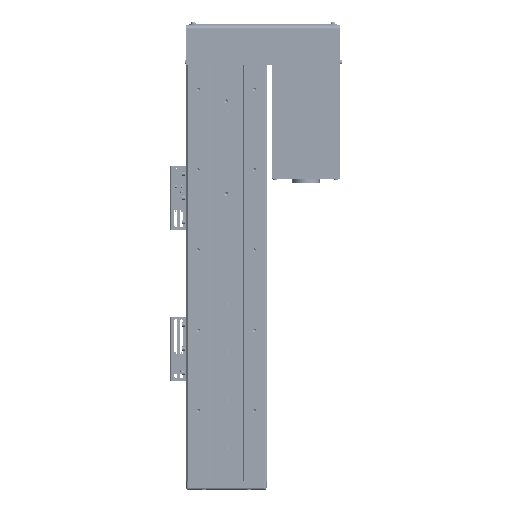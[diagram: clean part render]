
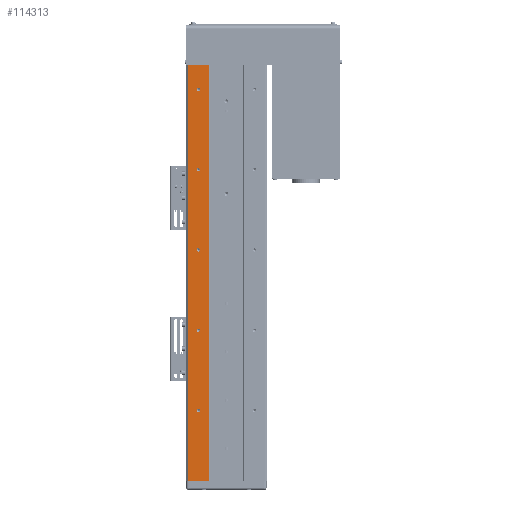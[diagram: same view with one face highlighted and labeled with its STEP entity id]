
A CAD part, front view. The second image highlights one B-rep face of the part: STEP entity #114313.
In plain terms, the highlighted planar face has unit normal (0, -1, 0).
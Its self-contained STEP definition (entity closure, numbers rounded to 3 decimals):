
#746 = CARTESIAN_POINT ( 'NONE',  ( -48., -1., -1418. ) ) ;
#2197 = VECTOR ( 'NONE', #70321, 1000. ) ;
#3524 = DIRECTION ( 'NONE',  ( 0., -1., 0. ) ) ;
#5275 = DIRECTION ( 'NONE',  ( 0., 0., -1. ) ) ;
#5991 = CARTESIAN_POINT ( 'NONE',  ( -35., -1., -330. ) ) ;
#6565 = CARTESIAN_POINT ( 'NONE',  ( -35., -1., -327.9 ) ) ;
#7617 = VERTEX_POINT ( 'NONE', #29032 ) ;
#9521 = CARTESIAN_POINT ( 'NONE',  ( -35., -1., -227.9 ) ) ;
#10564 = LINE ( 'NONE', #43705, #2197 ) ;
#11311 = CARTESIAN_POINT ( 'NONE',  ( -35., -1., -432.1 ) ) ;
#12832 = ORIENTED_EDGE ( 'NONE', *, *, #99435, .F. ) ;
#12991 = ORIENTED_EDGE ( 'NONE', *, *, #39871, .F. ) ;
#14880 = DIRECTION ( 'NONE',  ( 0., 0., -1. ) ) ;
#15650 = EDGE_CURVE ( 'NONE', #21277, #31450, #101977, .T. ) ;
#18888 = CARTESIAN_POINT ( 'NONE',  ( -35., -1., -130. ) ) ;
#21192 = EDGE_CURVE ( 'NONE', #91941, #31320, #41120, .T. ) ;
#21277 = VERTEX_POINT ( 'NONE', #81924 ) ;
#21286 = EDGE_LOOP ( 'NONE', ( #83617, #12832 ) ) ;
#21568 = EDGE_CURVE ( 'NONE', #78633, #7617, #63176, .T. ) ;
#21710 = CIRCLE ( 'NONE', #48292, 2.1 ) ;
#23012 = CIRCLE ( 'NONE', #51376, 2.1 ) ;
#23457 = DIRECTION ( 'NONE',  ( 0., -1., 0. ) ) ;
#24931 = FACE_BOUND ( 'NONE', #21286, .T. ) ;
#25857 = DIRECTION ( 'NONE',  ( 1., 0., 0. ) ) ;
#26675 = ORIENTED_EDGE ( 'NONE', *, *, #101119, .F. ) ;
#27058 = DIRECTION ( 'NONE',  ( 0., 0., 1. ) ) ;
#27700 = EDGE_CURVE ( 'NONE', #52680, #46689, #21710, .T. ) ;
#27715 = FACE_BOUND ( 'NONE', #54633, .T. ) ;
#27781 = DIRECTION ( 'NONE',  ( 0., 0., -1. ) ) ;
#27835 = ORIENTED_EDGE ( 'NONE', *, *, #50453, .F. ) ;
#29032 = CARTESIAN_POINT ( 'NONE',  ( -35., -1., -427.9 ) ) ;
#29863 = AXIS2_PLACEMENT_3D ( 'NONE', #86386, #33427, #95271 ) ;
#30583 = ORIENTED_EDGE ( 'NONE', *, *, #15650, .F. ) ;
#30889 = AXIS2_PLACEMENT_3D ( 'NONE', #5991, #67831, #14880 ) ;
#31320 = VERTEX_POINT ( 'NONE', #34675 ) ;
#31450 = VERTEX_POINT ( 'NONE', #9521 ) ;
#31791 = CARTESIAN_POINT ( 'NONE',  ( -22., -1., -518. ) ) ;
#33427 = DIRECTION ( 'NONE',  ( 0., -1., 0. ) ) ;
#34027 = EDGE_LOOP ( 'NONE', ( #104335, #114419 ) ) ;
#34675 = CARTESIAN_POINT ( 'NONE',  ( -35., -1., -332.1 ) ) ;
#35578 = CARTESIAN_POINT ( 'NONE',  ( -35., -1., -230. ) ) ;
#35808 = DIRECTION ( 'NONE',  ( 0., -1., 0. ) ) ;
#37098 = DIRECTION ( 'NONE',  ( 0., -1., 0. ) ) ;
#37491 = AXIS2_PLACEMENT_3D ( 'NONE', #49376, #58214, #5275 ) ;
#37492 = CARTESIAN_POINT ( 'NONE',  ( -35., -1., -127.9 ) ) ;
#37580 = CARTESIAN_POINT ( 'NONE',  ( -22., -1., 0. ) ) ;
#38589 = DIRECTION ( 'NONE',  ( 0., 0., 1. ) ) ;
#38988 = ORIENTED_EDGE ( 'NONE', *, *, #44132, .F. ) ;
#39871 = EDGE_CURVE ( 'NONE', #56052, #77349, #86427, .T. ) ;
#39965 = VERTEX_POINT ( 'NONE', #37492 ) ;
#40485 = PLANE ( 'NONE',  #37491 ) ;
#41120 = CIRCLE ( 'NONE', #64196, 2.1 ) ;
#41945 = VECTOR ( 'NONE', #38589, 1000. ) ;
#42289 = CIRCLE ( 'NONE', #80333, 2.1 ) ;
#43705 = CARTESIAN_POINT ( 'NONE',  ( -48., -1., -518. ) ) ;
#44132 = EDGE_CURVE ( 'NONE', #77349, #75977, #98176, .T. ) ;
#44298 = ORIENTED_EDGE ( 'NONE', *, *, #90796, .F. ) ;
#44499 = DIRECTION ( 'NONE',  ( 0., 0., -1. ) ) ;
#45713 = FACE_OUTER_BOUND ( 'NONE', #51452, .T. ) ;
#45748 = CIRCLE ( 'NONE', #88938, 2.1 ) ;
#46136 = ORIENTED_EDGE ( 'NONE', *, *, #77015, .T. ) ;
#46502 = VERTEX_POINT ( 'NONE', #77717 ) ;
#46689 = VERTEX_POINT ( 'NONE', #88099 ) ;
#48292 = AXIS2_PLACEMENT_3D ( 'NONE', #49550, #111338, #58392 ) ;
#48629 = ORIENTED_EDGE ( 'NONE', *, *, #100479, .F. ) ;
#49376 = CARTESIAN_POINT ( 'NONE',  ( -48., -1., -1418. ) ) ;
#49550 = CARTESIAN_POINT ( 'NONE',  ( -35., -1., -30. ) ) ;
#50453 = EDGE_CURVE ( 'NONE', #31450, #21277, #45748, .T. ) ;
#51376 = AXIS2_PLACEMENT_3D ( 'NONE', #88744, #35808, #97644 ) ;
#51452 = EDGE_LOOP ( 'NONE', ( #87408, #46136, #38988, #12991 ) ) ;
#51493 = CARTESIAN_POINT ( 'NONE',  ( -35., -1., -430. ) ) ;
#52680 = VERTEX_POINT ( 'NONE', #72048 ) ;
#53231 = CIRCLE ( 'NONE', #64046, 2.1 ) ;
#54633 = EDGE_LOOP ( 'NONE', ( #48629, #26675 ) ) ;
#56052 = VERTEX_POINT ( 'NONE', #86141 ) ;
#56466 = CARTESIAN_POINT ( 'NONE',  ( -35., -1., -130. ) ) ;
#57279 = CIRCLE ( 'NONE', #30889, 2.1 ) ;
#58214 = DIRECTION ( 'NONE',  ( 0., -1., 0. ) ) ;
#58392 = DIRECTION ( 'NONE',  ( 0., 0., -1. ) ) ;
#60356 = DIRECTION ( 'NONE',  ( 0., 0., -1. ) ) ;
#62888 = EDGE_LOOP ( 'NONE', ( #30583, #27835 ) ) ;
#63176 = CIRCLE ( 'NONE', #91594, 2.1 ) ;
#64046 = AXIS2_PLACEMENT_3D ( 'NONE', #18888, #80754, #27781 ) ;
#64196 = AXIS2_PLACEMENT_3D ( 'NONE', #90032, #37098, #98933 ) ;
#64289 = VERTEX_POINT ( 'NONE', #31791 ) ;
#64564 = EDGE_CURVE ( 'NONE', #7617, #78633, #108258, .T. ) ;
#65360 = DIRECTION ( 'NONE',  ( 0., 0., -1. ) ) ;
#65408 = LINE ( 'NONE', #91496, #41945 ) ;
#67831 = DIRECTION ( 'NONE',  ( 0., -1., 0. ) ) ;
#69196 = FACE_BOUND ( 'NONE', #34027, .T. ) ;
#70321 = DIRECTION ( 'NONE',  ( -1., 0., 0. ) ) ;
#72048 = CARTESIAN_POINT ( 'NONE',  ( -35., -1., -32.1 ) ) ;
#74668 = VECTOR ( 'NONE', #25857, 1000. ) ;
#75977 = VERTEX_POINT ( 'NONE', #37580 ) ;
#76479 = CARTESIAN_POINT ( 'NONE',  ( -35., -1., -430. ) ) ;
#77015 = EDGE_CURVE ( 'NONE', #64289, #75977, #65408, .T. ) ;
#77349 = VERTEX_POINT ( 'NONE', #103425 ) ;
#77604 = ORIENTED_EDGE ( 'NONE', *, *, #21192, .F. ) ;
#77717 = CARTESIAN_POINT ( 'NONE',  ( -35., -1., -132.1 ) ) ;
#78633 = VERTEX_POINT ( 'NONE', #11311 ) ;
#80333 = AXIS2_PLACEMENT_3D ( 'NONE', #56466, #3524, #65360 ) ;
#80754 = DIRECTION ( 'NONE',  ( 0., -1., 0. ) ) ;
#81924 = CARTESIAN_POINT ( 'NONE',  ( -35., -1., -232.1 ) ) ;
#83126 = EDGE_CURVE ( 'NONE', #64289, #56052, #10564, .T. ) ;
#83617 = ORIENTED_EDGE ( 'NONE', *, *, #27700, .F. ) ;
#85341 = DIRECTION ( 'NONE',  ( 0., 0., -1. ) ) ;
#86141 = CARTESIAN_POINT ( 'NONE',  ( -48., -1., -518. ) ) ;
#86386 = CARTESIAN_POINT ( 'NONE',  ( -35., -1., -230. ) ) ;
#86427 = LINE ( 'NONE', #746, #101576 ) ;
#87408 = ORIENTED_EDGE ( 'NONE', *, *, #83126, .F. ) ;
#88099 = CARTESIAN_POINT ( 'NONE',  ( -35., -1., -27.9 ) ) ;
#88744 = CARTESIAN_POINT ( 'NONE',  ( -35., -1., -30. ) ) ;
#88938 = AXIS2_PLACEMENT_3D ( 'NONE', #35578, #97406, #44499 ) ;
#90032 = CARTESIAN_POINT ( 'NONE',  ( -35., -1., -330. ) ) ;
#90796 = EDGE_CURVE ( 'NONE', #31320, #91941, #57279, .T. ) ;
#91496 = CARTESIAN_POINT ( 'NONE',  ( -22., -1., -1418. ) ) ;
#91594 = AXIS2_PLACEMENT_3D ( 'NONE', #76479, #23457, #85341 ) ;
#91941 = VERTEX_POINT ( 'NONE', #6565 ) ;
#92680 = FACE_BOUND ( 'NONE', #62888, .T. ) ;
#95271 = DIRECTION ( 'NONE',  ( 0., 0., -1. ) ) ;
#95483 = FACE_BOUND ( 'NONE', #114225, .T. ) ;
#96949 = CARTESIAN_POINT ( 'NONE',  ( -48., -1., 0. ) ) ;
#97406 = DIRECTION ( 'NONE',  ( 0., -1., 0. ) ) ;
#97644 = DIRECTION ( 'NONE',  ( 0., 0., -1. ) ) ;
#98176 = LINE ( 'NONE', #96949, #74668 ) ;
#98933 = DIRECTION ( 'NONE',  ( 0., 0., -1. ) ) ;
#99435 = EDGE_CURVE ( 'NONE', #46689, #52680, #23012, .T. ) ;
#100479 = EDGE_CURVE ( 'NONE', #46502, #39965, #42289, .T. ) ;
#101119 = EDGE_CURVE ( 'NONE', #39965, #46502, #53231, .T. ) ;
#101576 = VECTOR ( 'NONE', #27058, 1000. ) ;
#101977 = CIRCLE ( 'NONE', #29863, 2.1 ) ;
#103425 = CARTESIAN_POINT ( 'NONE',  ( -48., -1., 0. ) ) ;
#104335 = ORIENTED_EDGE ( 'NONE', *, *, #21568, .F. ) ;
#106465 = AXIS2_PLACEMENT_3D ( 'NONE', #51493, #113273, #60356 ) ;
#108258 = CIRCLE ( 'NONE', #106465, 2.1 ) ;
#111338 = DIRECTION ( 'NONE',  ( 0., -1., 0. ) ) ;
#113273 = DIRECTION ( 'NONE',  ( 0., -1., 0. ) ) ;
#114225 = EDGE_LOOP ( 'NONE', ( #44298, #77604 ) ) ;
#114313 = ADVANCED_FACE ( 'NONE', ( #24931, #27715, #92680, #95483, #69196, #45713 ), #40485, .T. ) ;
#114419 = ORIENTED_EDGE ( 'NONE', *, *, #64564, .F. ) ;
